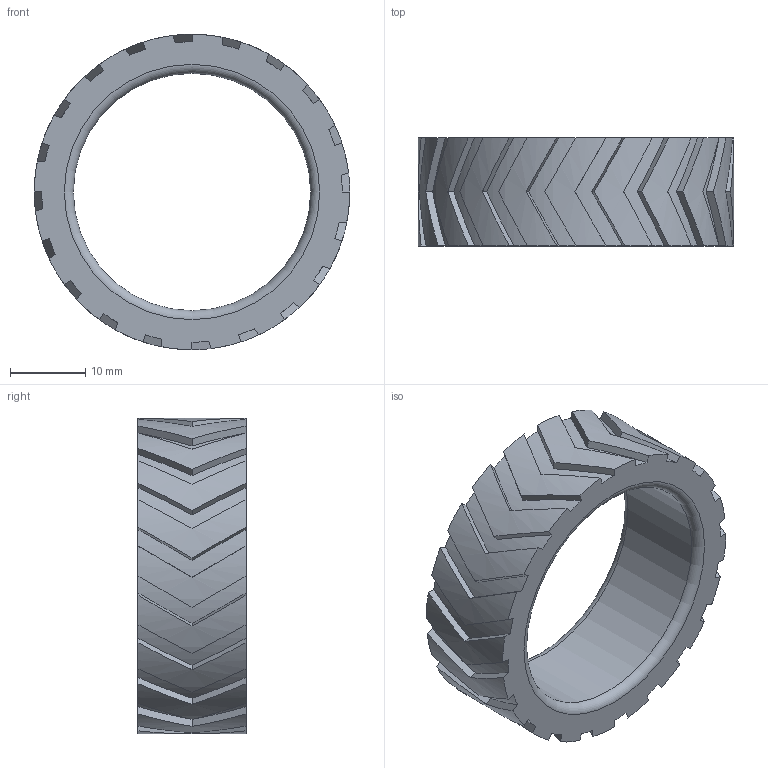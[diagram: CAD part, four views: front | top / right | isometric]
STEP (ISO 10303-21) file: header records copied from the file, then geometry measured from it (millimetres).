
FILE_DESCRIPTION(('FreeCAD Model'),'2;1');
FILE_NAME('Open CASCADE Shape Model','2025-09-24T12:16:14',('Author'),( ''),'Open CASCADE STEP processor 7.8','FreeCAD','Unknown');
FILE_SCHEMA(('AUTOMOTIVE_DESIGN { 1 0 10303 214 1 1 1 1 }'));
Length unit declared in the file: millimetre
Products named in the file (1): Tire
Bounding box: 42 x 14.4 x 42 mm (x, y, z)
Volume: 7895.6 mm3; surface area: 4913 mm2
Topology: 1 solids, 1 shells, 125 faces, 409 edges, 286 vertices
Faces by surface type: plane 82, cylinder 41, torus 2
Full cylindrical faces by diameter (mm): 31.6 x1
Entity records: 4757 total; most frequent: DIRECTION 949, CARTESIAN_POINT 821, ORIENTED_EDGE 818, AXIS2_PLACEMENT_3D 414, EDGE_CURVE 409, VERTEX_POINT 286, ELLIPSE 202, FACE_BOUND 127
